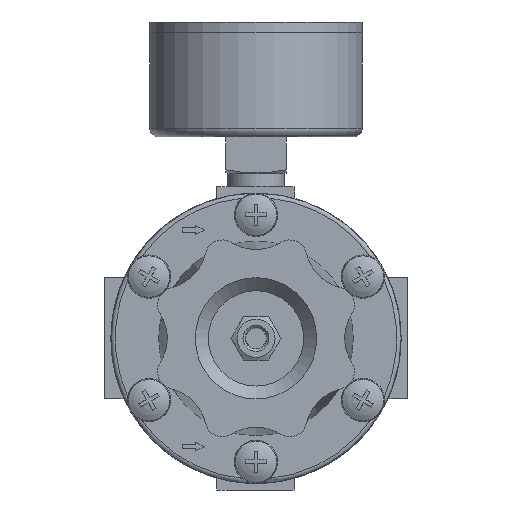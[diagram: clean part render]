
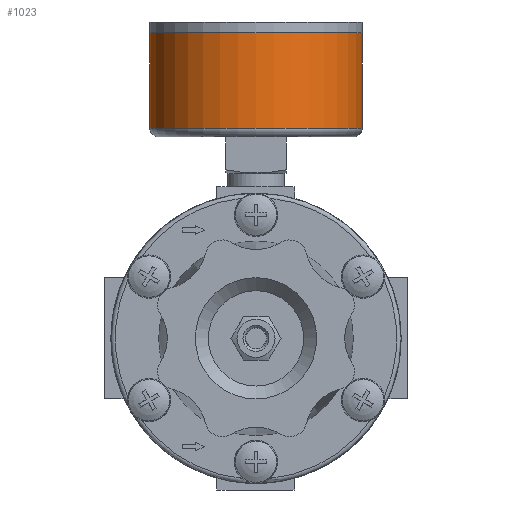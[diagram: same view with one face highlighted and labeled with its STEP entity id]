
A CAD part, front view. The second image highlights one B-rep face of the part: STEP entity #1023.
In plain terms, the highlighted cylindrical face has radius 24.5 mm (diameter 49 mm), a full revolution.
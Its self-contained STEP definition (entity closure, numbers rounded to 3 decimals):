
#1023 = ADVANCED_FACE( '', ( #2116, #2117 ), #2118, .T. );
#2116 = FACE_OUTER_BOUND( '', #3204, .T. );
#2117 = FACE_OUTER_BOUND( '', #3205, .T. );
#2118 = CYLINDRICAL_SURFACE( '', #3206, 24.5 );
#3204 = EDGE_LOOP( '', ( #5981 ) );
#3205 = EDGE_LOOP( '', ( #5982 ) );
#3206 = AXIS2_PLACEMENT_3D( '', #5983, #5984, #5985 );
#5981 = ORIENTED_EDGE( '', *, *, #7099, .F. );
#5982 = ORIENTED_EDGE( '', *, *, #7130, .T. );
#5983 = CARTESIAN_POINT( '', ( 0., 0., 18.5 ) );
#5984 = DIRECTION( '', ( 0., 0., 1. ) );
#5985 = DIRECTION( '', ( -1., 0., 0. ) );
#7099 = EDGE_CURVE( '', #8712, #8712, #8713, .T. );
#7130 = EDGE_CURVE( '', #8749, #8749, #8750, .T. );
#8712 = VERTEX_POINT( '', #11215 );
#8713 = CIRCLE( '', #11216, 24.5 );
#8749 = VERTEX_POINT( '', #11257 );
#8750 = CIRCLE( '', #11258, 24.5 );
#11215 = CARTESIAN_POINT( '', ( -24.5, 0., 20.5 ) );
#11216 = AXIS2_PLACEMENT_3D( '', #12636, #12637, #12638 );
#11257 = CARTESIAN_POINT( '', ( -24.5, 0., 42.48 ) );
#11258 = AXIS2_PLACEMENT_3D( '', #12662, #12663, #12664 );
#12636 = CARTESIAN_POINT( '', ( 0., 0., 20.5 ) );
#12637 = DIRECTION( '', ( 0., 0., -1. ) );
#12638 = DIRECTION( '', ( -1., 0., 0. ) );
#12662 = CARTESIAN_POINT( '', ( 0., 0., 42.48 ) );
#12663 = DIRECTION( '', ( 0., 0., -1. ) );
#12664 = DIRECTION( '', ( -1., 0., 0. ) );
